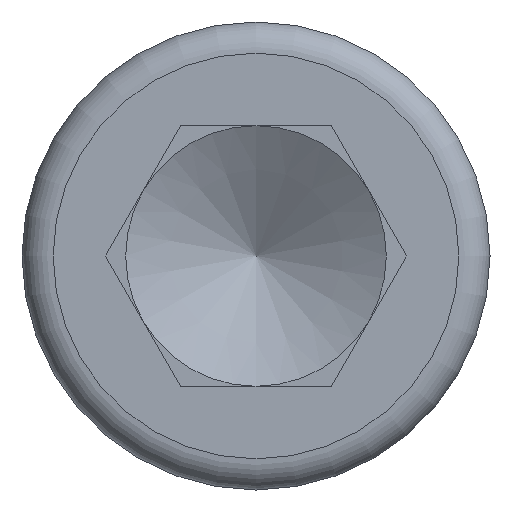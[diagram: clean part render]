
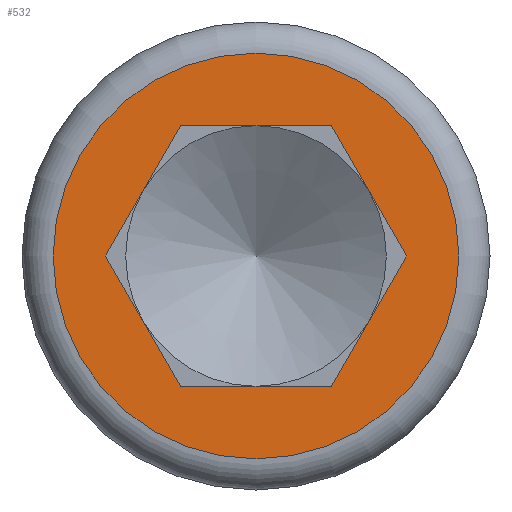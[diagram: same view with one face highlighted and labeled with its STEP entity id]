
A CAD part, left-side view. The second image highlights one B-rep face of the part: STEP entity #532.
In plain terms, the highlighted planar face has unit normal (-1, 0, 0).
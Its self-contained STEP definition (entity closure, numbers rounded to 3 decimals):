
#8 = EDGE_LOOP ( 'NONE', ( #613 ) ) ;
#13 = CARTESIAN_POINT ( 'NONE',  ( 0., 5.788, 0. ) ) ;
#67 = LINE ( 'NONE', #1772, #90 ) ;
#70 = EDGE_CURVE ( 'NONE', #783, #234, #1552, .T. ) ;
#90 = VECTOR ( 'NONE', #515, 1000. ) ;
#126 = DIRECTION ( 'NONE',  ( 0., 0., 1. ) ) ;
#140 = ORIENTED_EDGE ( 'NONE', *, *, #1546, .F. ) ;
#234 = VERTEX_POINT ( 'NONE', #1031 ) ;
#240 = FACE_OUTER_BOUND ( 'NONE', #8, .T. ) ;
#263 = DIRECTION ( 'NONE',  ( 0., -0.5, 0.866 ) ) ;
#291 = AXIS2_PLACEMENT_3D ( 'NONE', #434, #742, #1005 ) ;
#318 = LINE ( 'NONE', #605, #1756 ) ;
#397 = ORIENTED_EDGE ( 'NONE', *, *, #931, .T. ) ;
#434 = CARTESIAN_POINT ( 'NONE',  ( 0., 0., 0. ) ) ;
#435 = EDGE_CURVE ( 'NONE', #439, #783, #67, .T. ) ;
#439 = VERTEX_POINT ( 'NONE', #1805 ) ;
#515 = DIRECTION ( 'NONE',  ( 0., -0.5, -0.866 ) ) ;
#531 = VERTEX_POINT ( 'NONE', #1811 ) ;
#532 = ADVANCED_FACE ( 'NONE', ( #1116, #240 ), #556, .T. ) ;
#556 = PLANE ( 'NONE',  #1383 ) ;
#594 = VECTOR ( 'NONE', #263, 1000. ) ;
#605 = CARTESIAN_POINT ( 'NONE',  ( 0., 2.894, -5.013 ) ) ;
#607 = VECTOR ( 'NONE', #1403, 1000. ) ;
#613 = ORIENTED_EDGE ( 'NONE', *, *, #1816, .T. ) ;
#641 = LINE ( 'NONE', #1633, #1612 ) ;
#688 = CARTESIAN_POINT ( 'NONE',  ( 0., -5.788, 0. ) ) ;
#725 = LINE ( 'NONE', #732, #1127 ) ;
#732 = CARTESIAN_POINT ( 'NONE',  ( 0., -2.894, 5.013 ) ) ;
#742 = DIRECTION ( 'NONE',  ( -1., 0., 0. ) ) ;
#783 = VERTEX_POINT ( 'NONE', #1086 ) ;
#798 = ORIENTED_EDGE ( 'NONE', *, *, #1606, .F. ) ;
#875 = ORIENTED_EDGE ( 'NONE', *, *, #1659, .F. ) ;
#931 = EDGE_CURVE ( 'NONE', #1485, #950, #988, .T. ) ;
#950 = VERTEX_POINT ( 'NONE', #1522 ) ;
#988 = LINE ( 'NONE', #1836, #594 ) ;
#1005 = DIRECTION ( 'NONE',  ( 0., 0., 1. ) ) ;
#1031 = CARTESIAN_POINT ( 'NONE',  ( 0., -2.894, -5.012 ) ) ;
#1086 = CARTESIAN_POINT ( 'NONE',  ( 0., -5.788, 0. ) ) ;
#1116 = FACE_BOUND ( 'NONE', #1814, .T. ) ;
#1127 = VECTOR ( 'NONE', #1160, 1000. ) ;
#1160 = DIRECTION ( 'NONE',  ( 0., 1., 0. ) ) ;
#1234 = CARTESIAN_POINT ( 'NONE',  ( 0., 0., 7.8 ) ) ;
#1249 = ORIENTED_EDGE ( 'NONE', *, *, #435, .T. ) ;
#1348 = DIRECTION ( 'NONE',  ( 0., -0.5, -0.866 ) ) ;
#1383 = AXIS2_PLACEMENT_3D ( 'NONE', #1820, #1562, #126 ) ;
#1391 = VERTEX_POINT ( 'NONE', #1234 ) ;
#1403 = DIRECTION ( 'NONE',  ( 0., 0.5, -0.866 ) ) ;
#1473 = DIRECTION ( 'NONE',  ( 0., -1., 0. ) ) ;
#1485 = VERTEX_POINT ( 'NONE', #13 ) ;
#1522 = CARTESIAN_POINT ( 'NONE',  ( 0., 2.894, 5.012 ) ) ;
#1546 = EDGE_CURVE ( 'NONE', #439, #950, #725, .T. ) ;
#1552 = LINE ( 'NONE', #688, #607 ) ;
#1562 = DIRECTION ( 'NONE',  ( -1., 0., 0. ) ) ;
#1605 = CIRCLE ( 'NONE', #291, 7.8 ) ;
#1606 = EDGE_CURVE ( 'NONE', #531, #234, #318, .T. ) ;
#1612 = VECTOR ( 'NONE', #1348, 1000. ) ;
#1633 = CARTESIAN_POINT ( 'NONE',  ( 0., 5.788, 0. ) ) ;
#1659 = EDGE_CURVE ( 'NONE', #1485, #531, #641, .T. ) ;
#1756 = VECTOR ( 'NONE', #1473, 1000. ) ;
#1772 = CARTESIAN_POINT ( 'NONE',  ( 0., -2.894, 5.013 ) ) ;
#1774 = ORIENTED_EDGE ( 'NONE', *, *, #70, .T. ) ;
#1805 = CARTESIAN_POINT ( 'NONE',  ( 0., -2.894, 5.013 ) ) ;
#1811 = CARTESIAN_POINT ( 'NONE',  ( 0., 2.894, -5.013 ) ) ;
#1814 = EDGE_LOOP ( 'NONE', ( #397, #140, #1249, #1774, #798, #875 ) ) ;
#1816 = EDGE_CURVE ( 'NONE', #1391, #1391, #1605, .T. ) ;
#1820 = CARTESIAN_POINT ( 'NONE',  ( 0., 0., 0. ) ) ;
#1836 = CARTESIAN_POINT ( 'NONE',  ( 0., 5.788, 0. ) ) ;
